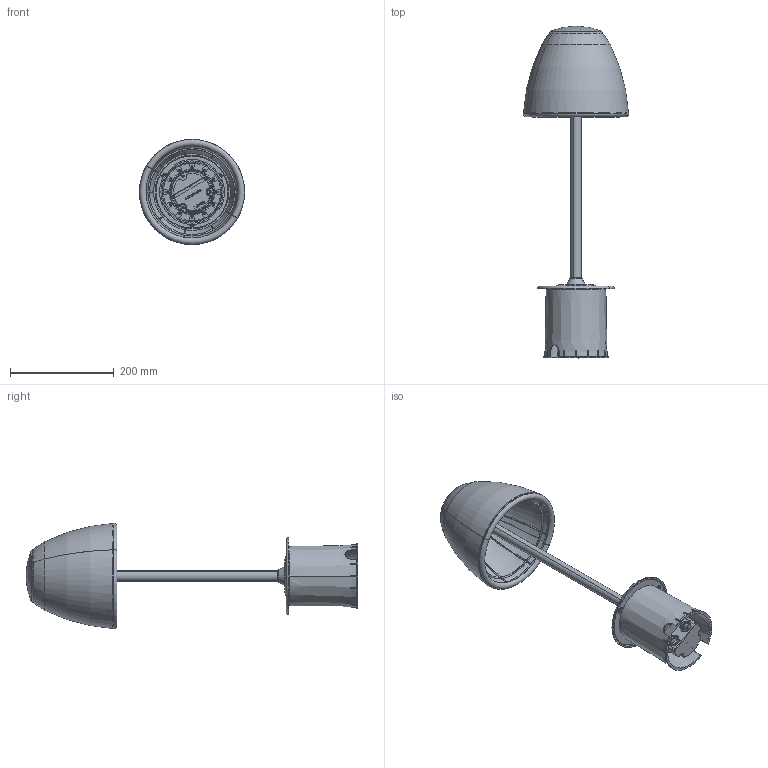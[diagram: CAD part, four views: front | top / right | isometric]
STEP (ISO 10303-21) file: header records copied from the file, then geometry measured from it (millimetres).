
FILE_DESCRIPTION (( 'STEP AP203' ), '1' );
FILE_NAME ('ATTICUS B-50 OUTDOOR 31015400YY.STEP', '2023-01-16T08:34:01', ( '' ), ( '' ), 'SwSTEP 2.0', 'SolidWorks 2019', '' );
FILE_SCHEMA (( 'CONFIG_CONTROL_DESIGN' ));
Length unit declared in the file: millimetre
Products named in the file (17): 000310-52; 000310-88; ATTICUS B-50 OUTDOOR 31015400YY; 000Gea 130power led 170703.sldasm-Part-3; 000310-53; 000310-59; 000310-57; 000D7991-310 A2; 000310-58; 000310-27; 000Gea 130power led 170703.sldasm-Part-2; 000Gea 130power led 170703.sldasm-Part-1; 000310-89; 000310-55; 000310-13; 000310-26; D7991-510a2
Assembly tree (21 placements, depth 3):
  ATTICUS B-50 OUTDOOR 31015400YY
    000Gea 130power led 170703.sldasm-Part-1
    000Gea 130power led 170703.sldasm-Part-2
    000310-26
    D7991-510a2  x4
    000Gea 130power led 170703.sldasm-Part-3
    000310-89
      000310-27
      000310-52
      000310-88
    000310-55
    000310-57
    000310-13
    000310-53
    000310-58
    000D7991-310 A2  x3
    000310-59
Bounding box: 202.52 x 638.58 x 202.52 mm (x, y, z)
Volume: 520178.1 mm3; surface area: 639273.1 mm2
Topology: 26 solids, 27 shells, 1764 faces, 4651 edges, 2998 vertices
Faces by surface type: plane 848, cylinder 356, cone 219, bspline 186, torus 145, sphere 10
Entity records: 64819 total; most frequent: CARTESIAN_POINT 23318, ORIENTED_EDGE 8810, DIRECTION 7471, EDGE_CURVE 4405, VERTEX_POINT 2861, AXIS2_PLACEMENT_3D 2622, LINE 2227, VECTOR 2227
